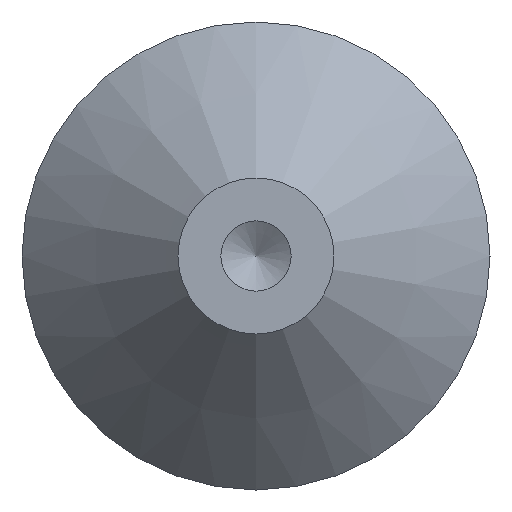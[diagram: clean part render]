
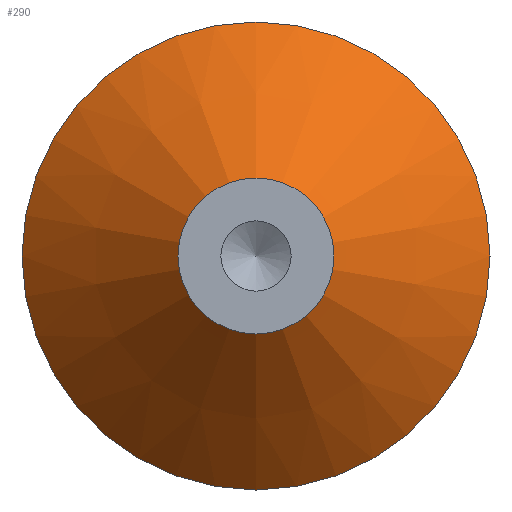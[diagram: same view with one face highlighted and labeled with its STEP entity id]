
A CAD part, left-side view. The second image highlights one B-rep face of the part: STEP entity #290.
In plain terms, the highlighted conical face has half-angle 45 degrees and reference radius 30 mm.
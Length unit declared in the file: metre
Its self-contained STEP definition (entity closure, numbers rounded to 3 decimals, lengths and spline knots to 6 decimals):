
#46=CONICAL_SURFACE('',#376,0.03,0.785);
#79=ORIENTED_EDGE('',*,*,#115,.T.);
#80=ORIENTED_EDGE('',*,*,#116,.F.);
#115=EDGE_CURVE('',#140,#140,#163,.T.);
#116=EDGE_CURVE('',#141,#141,#164,.F.);
#140=VERTEX_POINT('',#546);
#141=VERTEX_POINT('',#548);
#163=CIRCLE('',#377,0.03);
#164=CIRCLE('',#378,0.0025);
#196=EDGE_LOOP('',(#79));
#197=EDGE_LOOP('',(#80));
#244=FACE_BOUND('',#196,.T.);
#245=FACE_BOUND('',#197,.T.);
#290=ADVANCED_FACE('',(#244,#245),#46,.T.);
#376=AXIS2_PLACEMENT_3D('',#544,#451,#452);
#377=AXIS2_PLACEMENT_3D('',#545,#453,#454);
#378=AXIS2_PLACEMENT_3D('',#547,#455,#456);
#451=DIRECTION('',(0.,0.,-1.));
#452=DIRECTION('',(-1.,0.,0.));
#453=DIRECTION('',(0.,0.,1.));
#454=DIRECTION('',(1.,0.,0.));
#455=DIRECTION('',(0.,0.,-1.));
#456=DIRECTION('',(-1.,0.,0.));
#544=CARTESIAN_POINT('',(0.,0.,0.02));
#545=CARTESIAN_POINT('',(0.,0.,0.02));
#546=CARTESIAN_POINT('',(0.03,0.,0.02));
#547=CARTESIAN_POINT('',(0.,0.,0.0475));
#548=CARTESIAN_POINT('',(-0.0025,0.,0.0475));
